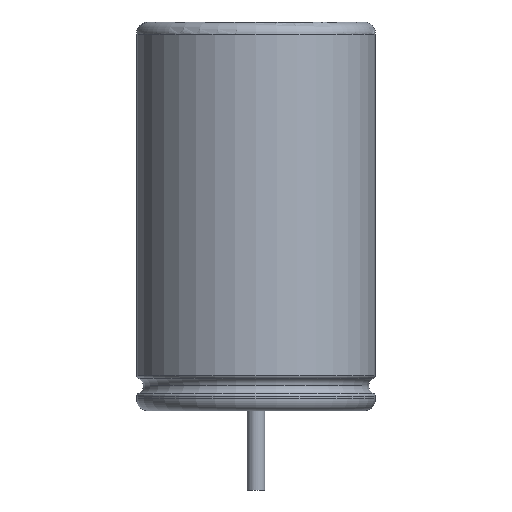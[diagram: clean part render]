
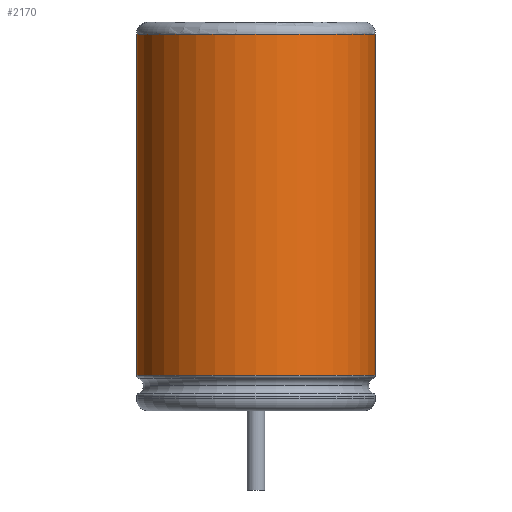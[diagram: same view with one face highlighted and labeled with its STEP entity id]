
A CAD part, left-side view. The second image highlights one B-rep face of the part: STEP entity #2170.
In plain terms, the highlighted cylindrical face has radius 4 mm (diameter 8 mm), a partial arc.
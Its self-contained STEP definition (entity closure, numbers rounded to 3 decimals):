
#23 = CYLINDRICAL_SURFACE ( 'NONE', #611, 4. ) ;
#36 = EDGE_CURVE ( 'NONE', #267, #998, #4178, .T. ) ;
#244 = CARTESIAN_POINT ( 'NONE',  ( 0., 0., -18.163 ) ) ;
#267 = VERTEX_POINT ( 'NONE', #876 ) ;
#589 = CARTESIAN_POINT ( 'NONE',  ( 0., 4., 12.6 ) ) ;
#611 = AXIS2_PLACEMENT_3D ( 'NONE', #244, #3903, #1833 ) ;
#671 = DIRECTION ( 'NONE',  ( 0., 1., 0. ) ) ;
#672 = CARTESIAN_POINT ( 'NONE',  ( 0., -4., -18.163 ) ) ;
#686 = DIRECTION ( 'NONE',  ( 0., 0., -1. ) ) ;
#850 = CIRCLE ( 'NONE', #3328, 4. ) ;
#876 = CARTESIAN_POINT ( 'NONE',  ( 0., -4., 12.6 ) ) ;
#897 = LINE ( 'NONE', #1798, #3396 ) ;
#905 = EDGE_LOOP ( 'NONE', ( #2609, #3178, #3188, #4153 ) ) ;
#998 = VERTEX_POINT ( 'NONE', #3782 ) ;
#1129 = VECTOR ( 'NONE', #3370, 1000. ) ;
#1138 = EDGE_CURVE ( 'NONE', #267, #3509, #3449, .T. ) ;
#1798 = CARTESIAN_POINT ( 'NONE',  ( 0., 4., -18.163 ) ) ;
#1833 = DIRECTION ( 'NONE',  ( 0., 1., 0. ) ) ;
#1995 = CARTESIAN_POINT ( 'NONE',  ( 0., 0., 1.185 ) ) ;
#2160 = DIRECTION ( 'NONE',  ( 0., 0., -1. ) ) ;
#2170 = ADVANCED_FACE ( 'NONE', ( #3857 ), #23, .T. ) ;
#2514 = DIRECTION ( 'NONE',  ( 0., 1., 0. ) ) ;
#2536 = AXIS2_PLACEMENT_3D ( 'NONE', #3171, #2160, #2514 ) ;
#2609 = ORIENTED_EDGE ( 'NONE', *, *, #36, .F. ) ;
#3171 = CARTESIAN_POINT ( 'NONE',  ( 0., 0., 12.6 ) ) ;
#3178 = ORIENTED_EDGE ( 'NONE', *, *, #1138, .T. ) ;
#3179 = DIRECTION ( 'NONE',  ( 0., 0., -1. ) ) ;
#3188 = ORIENTED_EDGE ( 'NONE', *, *, #3289, .T. ) ;
#3289 = EDGE_CURVE ( 'NONE', #3509, #4321, #897, .T. ) ;
#3320 = CARTESIAN_POINT ( 'NONE',  ( 0., 4., 1.185 ) ) ;
#3328 = AXIS2_PLACEMENT_3D ( 'NONE', #1995, #686, #671 ) ;
#3370 = DIRECTION ( 'NONE',  ( 0., 0., -1. ) ) ;
#3396 = VECTOR ( 'NONE', #3179, 1000. ) ;
#3449 = CIRCLE ( 'NONE', #2536, 4. ) ;
#3509 = VERTEX_POINT ( 'NONE', #589 ) ;
#3782 = CARTESIAN_POINT ( 'NONE',  ( 0., -4., 1.185 ) ) ;
#3857 = FACE_OUTER_BOUND ( 'NONE', #905, .T. ) ;
#3903 = DIRECTION ( 'NONE',  ( 0., 0., -1. ) ) ;
#4033 = EDGE_CURVE ( 'NONE', #998, #4321, #850, .T. ) ;
#4153 = ORIENTED_EDGE ( 'NONE', *, *, #4033, .F. ) ;
#4178 = LINE ( 'NONE', #672, #1129 ) ;
#4321 = VERTEX_POINT ( 'NONE', #3320 ) ;
